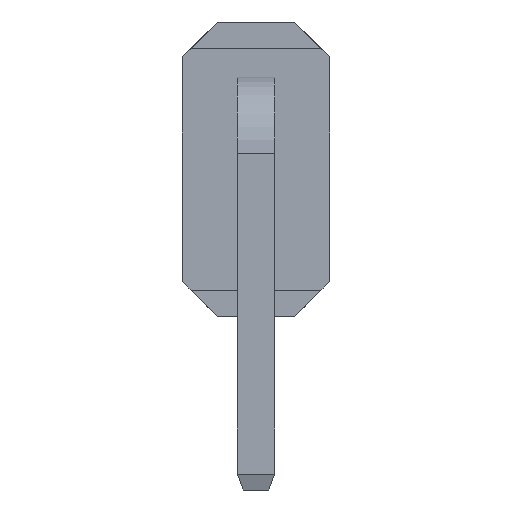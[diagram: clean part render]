
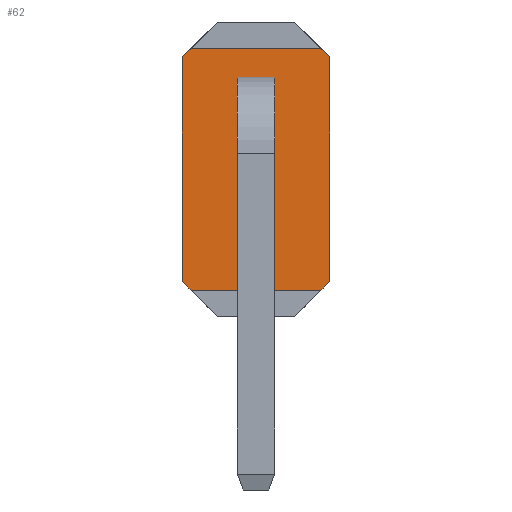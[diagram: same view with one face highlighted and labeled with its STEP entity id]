
A CAD part, front view. The second image highlights one B-rep face of the part: STEP entity #62.
In plain terms, the highlighted planar face has unit normal (0, -1, 0).
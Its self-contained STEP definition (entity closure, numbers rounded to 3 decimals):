
#62=ADVANCED_FACE('',(#658,#660,#662),#664,.T.);
#658=FACE_BOUND('',#659,.T.);
#659=EDGE_LOOP('',(#1141,#1142,#1143,#1144,#1145,#1146,#1147,#1148));
#660=FACE_BOUND('',#661,.T.);
#661=EDGE_LOOP('',(#1149,#1150,#1151,#1152));
#662=FACE_BOUND('',#663,.T.);
#663=EDGE_LOOP('',(#1153,#1154,#1155,#1156));
#664=PLANE('',#665);
#665=AXIS2_PLACEMENT_3D('',#666,#667,#668);
#666=CARTESIAN_POINT('',(0.,2.38,0.));
#667=DIRECTION('',(0.,-1.,-0.));
#668=DIRECTION('',(1.,0.,0.));
#1141=ORIENTED_EDGE('',*,*,#1469,.F.);
#1142=ORIENTED_EDGE('',*,*,#1470,.F.);
#1143=ORIENTED_EDGE('',*,*,#1471,.F.);
#1144=ORIENTED_EDGE('',*,*,#1472,.T.);
#1145=ORIENTED_EDGE('',*,*,#1473,.F.);
#1146=ORIENTED_EDGE('',*,*,#1474,.F.);
#1147=ORIENTED_EDGE('',*,*,#1475,.F.);
#1148=ORIENTED_EDGE('',*,*,#1476,.T.);
#1149=ORIENTED_EDGE('',*,*,#1477,.F.);
#1150=ORIENTED_EDGE('',*,*,#1478,.F.);
#1151=ORIENTED_EDGE('',*,*,#1479,.F.);
#1152=ORIENTED_EDGE('',*,*,#1480,.F.);
#1153=ORIENTED_EDGE('',*,*,#1481,.F.);
#1154=ORIENTED_EDGE('',*,*,#1482,.F.);
#1155=ORIENTED_EDGE('',*,*,#1483,.F.);
#1156=ORIENTED_EDGE('',*,*,#1484,.F.);
#1469=EDGE_CURVE('',#1657,#1658,#1659,.T.);
#1470=EDGE_CURVE('',#1660,#1657,#1661,.T.);
#1471=EDGE_CURVE('',#1662,#1660,#1663,.T.);
#1472=EDGE_CURVE('',#1662,#1664,#1665,.T.);
#1473=EDGE_CURVE('',#1666,#1664,#1667,.T.);
#1474=EDGE_CURVE('',#1668,#1666,#1669,.T.);
#1475=EDGE_CURVE('',#1670,#1668,#1671,.T.);
#1476=EDGE_CURVE('',#1670,#1658,#1672,.T.);
#1477=EDGE_CURVE('',#1673,#1674,#1675,.T.);
#1478=EDGE_CURVE('',#1676,#1673,#1677,.T.);
#1479=EDGE_CURVE('',#1678,#1676,#1679,.T.);
#1480=EDGE_CURVE('',#1674,#1678,#1680,.T.);
#1481=EDGE_CURVE('',#1681,#1682,#1683,.T.);
#1482=EDGE_CURVE('',#1684,#1681,#1685,.T.);
#1483=EDGE_CURVE('',#1686,#1684,#1687,.T.);
#1484=EDGE_CURVE('',#1682,#1686,#1688,.T.);
#1657=VERTEX_POINT('',#1973);
#1658=VERTEX_POINT('',#1974);
#1659=LINE('',#1975,#1976);
#1660=VERTEX_POINT('',#1978);
#1661=LINE('',#1979,#1980);
#1662=VERTEX_POINT('',#1982);
#1663=LINE('',#1983,#1984);
#1664=VERTEX_POINT('',#1986);
#1665=LINE('',#1987,#1988);
#1666=VERTEX_POINT('',#1990);
#1667=LINE('',#1991,#1992);
#1668=VERTEX_POINT('',#1994);
#1669=LINE('',#1995,#1996);
#1670=VERTEX_POINT('',#1998);
#1671=LINE('',#1999,#2000);
#1672=LINE('',#2002,#2003);
#1673=VERTEX_POINT('',#2005);
#1674=VERTEX_POINT('',#2006);
#1675=LINE('',#2007,#2008);
#1676=VERTEX_POINT('',#2010);
#1677=LINE('',#2011,#2012);
#1678=VERTEX_POINT('',#2014);
#1679=LINE('',#2015,#2016);
#1680=LINE('',#2018,#2019);
#1681=VERTEX_POINT('',#2021);
#1682=VERTEX_POINT('',#2022);
#1683=LINE('',#2023,#2024);
#1684=VERTEX_POINT('',#2026);
#1685=LINE('',#2027,#2028);
#1686=VERTEX_POINT('',#2030);
#1687=LINE('',#2031,#2032);
#1688=LINE('',#2034,#2035);
#1973=CARTESIAN_POINT('',(-1.27,2.38,4.48));
#1974=CARTESIAN_POINT('',(-1.12,2.38,4.63));
#1975=CARTESIAN_POINT('',(-1.27,2.38,4.48));
#1976=VECTOR('',#1977,1.);
#1977=DIRECTION('',(0.707,0.,0.707));
#1978=CARTESIAN_POINT('',(-1.27,2.38,0.6));
#1979=CARTESIAN_POINT('',(-1.27,2.38,0.6));
#1980=VECTOR('',#1981,1.);
#1981=DIRECTION('',(0.,0.,1.));
#1982=CARTESIAN_POINT('',(-1.12,2.38,0.45));
#1983=CARTESIAN_POINT('',(-1.12,2.38,0.45));
#1984=VECTOR('',#1985,1.);
#1985=DIRECTION('',(-0.707,0.,0.707));
#1986=CARTESIAN_POINT('',(1.12,2.38,0.45));
#1987=CARTESIAN_POINT('',(-1.12,2.38,0.45));
#1988=VECTOR('',#1989,1.);
#1989=DIRECTION('',(1.,0.,0.));
#1990=CARTESIAN_POINT('',(1.27,2.38,0.6));
#1991=CARTESIAN_POINT('',(1.27,2.38,0.6));
#1992=VECTOR('',#1993,1.);
#1993=DIRECTION('',(-0.707,0.,-0.707));
#1994=CARTESIAN_POINT('',(1.27,2.38,4.48));
#1995=CARTESIAN_POINT('',(1.27,2.38,4.48));
#1996=VECTOR('',#1997,1.);
#1997=DIRECTION('',(0.,0.,-1.));
#1998=CARTESIAN_POINT('',(1.12,2.38,4.63));
#1999=CARTESIAN_POINT('',(1.12,2.38,4.63));
#2000=VECTOR('',#2001,1.);
#2001=DIRECTION('',(0.707,0.,-0.707));
#2002=CARTESIAN_POINT('',(1.12,2.38,4.63));
#2003=VECTOR('',#2004,1.);
#2004=DIRECTION('',(-1.,0.,0.));
#2005=CARTESIAN_POINT('',(0.32,2.38,3.49));
#2006=CARTESIAN_POINT('',(0.32,2.38,4.13));
#2007=CARTESIAN_POINT('',(0.32,2.38,3.49));
#2008=VECTOR('',#2009,1.);
#2009=DIRECTION('',(0.,0.,1.));
#2010=CARTESIAN_POINT('',(-0.32,2.38,3.49));
#2011=CARTESIAN_POINT('',(-0.32,2.38,3.49));
#2012=VECTOR('',#2013,1.);
#2013=DIRECTION('',(1.,0.,0.));
#2014=CARTESIAN_POINT('',(-0.32,2.38,4.13));
#2015=CARTESIAN_POINT('',(-0.32,2.38,4.13));
#2016=VECTOR('',#2017,1.);
#2017=DIRECTION('',(0.,0.,-1.));
#2018=CARTESIAN_POINT('',(0.32,2.38,4.13));
#2019=VECTOR('',#2020,1.);
#2020=DIRECTION('',(-1.,0.,0.));
#2021=CARTESIAN_POINT('',(-0.32,2.38,1.59));
#2022=CARTESIAN_POINT('',(-0.32,2.38,0.95));
#2023=CARTESIAN_POINT('',(-0.32,2.38,1.59));
#2024=VECTOR('',#2025,1.);
#2025=DIRECTION('',(0.,0.,-1.));
#2026=CARTESIAN_POINT('',(0.32,2.38,1.59));
#2027=CARTESIAN_POINT('',(0.32,2.38,1.59));
#2028=VECTOR('',#2029,1.);
#2029=DIRECTION('',(-1.,0.,0.));
#2030=CARTESIAN_POINT('',(0.32,2.38,0.95));
#2031=CARTESIAN_POINT('',(0.32,2.38,0.95));
#2032=VECTOR('',#2033,1.);
#2033=DIRECTION('',(0.,0.,1.));
#2034=CARTESIAN_POINT('',(-0.32,2.38,0.95));
#2035=VECTOR('',#2036,1.);
#2036=DIRECTION('',(1.,0.,0.));
